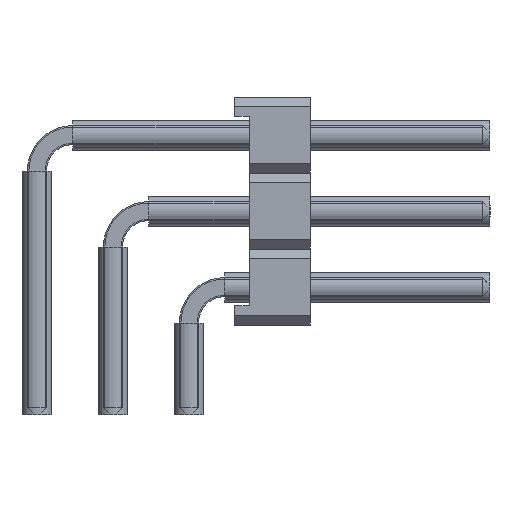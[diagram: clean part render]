
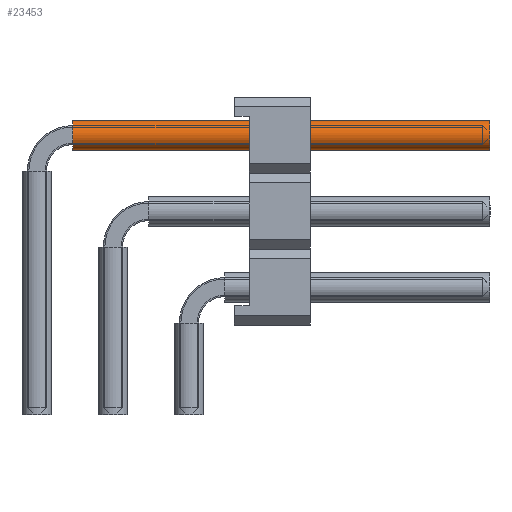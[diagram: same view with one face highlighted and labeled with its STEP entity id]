
A CAD part, left-side view. The second image highlights one B-rep face of the part: STEP entity #23453.
In plain terms, the highlighted cylindrical face has radius 0.5 mm (diameter 1 mm), a full revolution.
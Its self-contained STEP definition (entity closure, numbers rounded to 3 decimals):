
#12594=ORIENTED_EDGE('',*,*,#16024,.F.);
#12595=ORIENTED_EDGE('',*,*,#16025,.T.);
#16024=EDGE_CURVE('',#18284,#18284,#19192,.T.);
#16025=EDGE_CURVE('',#18285,#18285,#19193,.T.);
#18284=VERTEX_POINT('',#39058);
#18285=VERTEX_POINT('',#39060);
#19192=CIRCLE('',#25571,0.5);
#19193=CIRCLE('',#25572,0.5);
#20524=EDGE_LOOP('',(#12594));
#20525=EDGE_LOOP('',(#12595));
#21870=FACE_BOUND('',#20524,.T.);
#21871=FACE_BOUND('',#20525,.T.);
#22337=CYLINDRICAL_SURFACE('',#25570,0.5);
#23453=ADVANCED_FACE('',(#21870,#21871),#22337,.F.);
#25570=AXIS2_PLACEMENT_3D('',#39056,#32113,#32114);
#25571=AXIS2_PLACEMENT_3D('',#39057,#32115,#32116);
#25572=AXIS2_PLACEMENT_3D('',#39059,#32117,#32118);
#32113=DIRECTION('',(1.,0.,0.));
#32114=DIRECTION('',(0.,0.,-1.));
#32115=DIRECTION('',(-1.,0.,0.));
#32116=DIRECTION('',(0.,0.,1.));
#32117=DIRECTION('',(-1.,0.,0.));
#32118=DIRECTION('',(0.,0.,1.));
#39056=CARTESIAN_POINT('',(1.2,0.,9.35));
#39057=CARTESIAN_POINT('',(15.14,0.,9.35));
#39058=CARTESIAN_POINT('',(15.14,0.,9.85));
#39059=CARTESIAN_POINT('',(1.2,0.,9.35));
#39060=CARTESIAN_POINT('',(1.2,0.,9.85));
